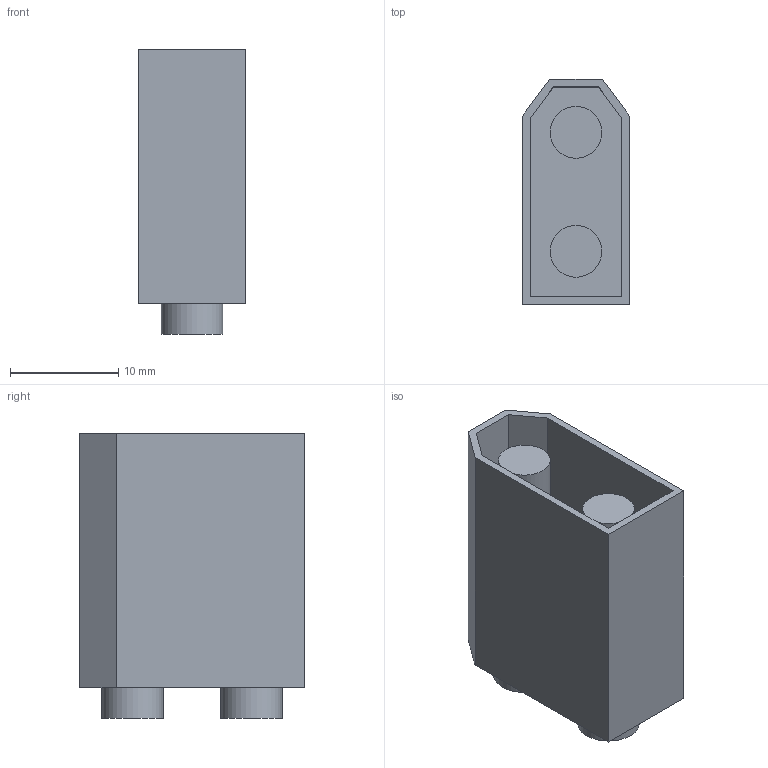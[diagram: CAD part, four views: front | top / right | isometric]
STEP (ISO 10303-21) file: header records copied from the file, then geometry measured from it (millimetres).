
FILE_DESCRIPTION(/* description */ ('STEP AP242','CAx-IF Rec.Pracs.---Representation and Presentation of Product Manufacturing Information (PMI)---4.0---2014-10-13','CAx-IF Rec.Pracs.---3D Tessellated Geometry---0.4---2014-09-14','2;1'),/* implementation_level */ '2;1');
FILE_NAME(/* name */ '66602cdcd557b14c0a714014',/* time_stamp */ '2024-06-05T09:16:12Z',/* author */ (''),/* organization */ (''),/* preprocessor_version */ 'ST-DEVELOPER v20',/* originating_system */ ' ',/* authorisation */ ' ');
FILE_SCHEMA (('AP242_MANAGED_MODEL_BASED_3D_ENGINEERING_MIM_LF { 1 0 10303 442 1 1 4 }'));
Length unit declared in the file: metre
Products named in the file (3): Part 3; Part 1; Part 2
Bounding box: 9.9 x 20.8 x 26.3 mm (x, y, z)
Volume: 2472.3 mm3; surface area: 3676.9 mm2
Topology: 3 solids, 3 shells, 32 faces, 70 edges, 48 vertices
Faces by surface type: plane 28, cylinder 4
Full cylindrical faces by diameter (mm): 4.8 x2, 5.7 x2
Entity records: 891 total; most frequent: CARTESIAN_POINT 141, DIRECTION 140, ORIENTED_EDGE 124, EDGE_CURVE 62, LINE 54, VECTOR 54, VERTEX_POINT 44, AXIS2_PLACEMENT_3D 43
